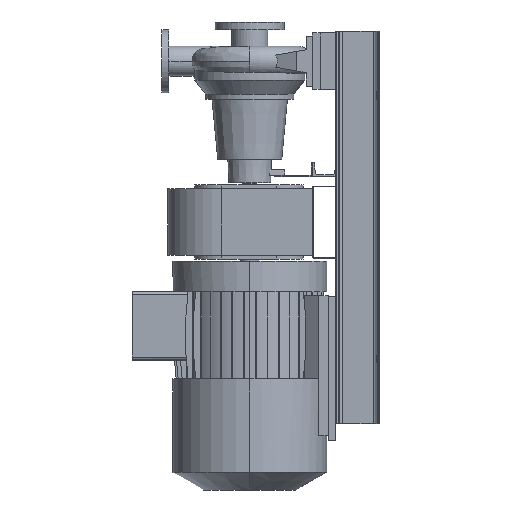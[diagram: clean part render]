
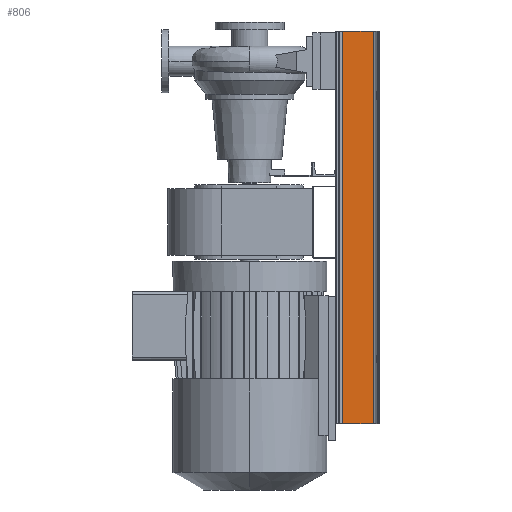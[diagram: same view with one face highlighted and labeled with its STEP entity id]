
A CAD part, left-side view. The second image highlights one B-rep face of the part: STEP entity #806.
In plain terms, the highlighted face is planar.
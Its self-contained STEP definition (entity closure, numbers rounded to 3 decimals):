
#667 = FACE_OUTER_BOUND ( 'NONE', #9585, .T. ) ;
#806 = ADVANCED_FACE ( 'NONE', ( #667 ), #11145, .F. ) ;
#1138 = ORIENTED_EDGE ( 'NONE', *, *, #3919, .F. ) ;
#1387 = VERTEX_POINT ( 'NONE', #6827 ) ;
#2215 = LINE ( 'NONE', #12926, #6395 ) ;
#2980 = ORIENTED_EDGE ( 'NONE', *, *, #8163, .F. ) ;
#3919 = EDGE_CURVE ( 'NONE', #1387, #9107, #2215, .T. ) ;
#4304 = LINE ( 'NONE', #18516, #20420 ) ;
#5949 = DIRECTION ( 'NONE',  ( 0., 0., 1. ) ) ;
#6395 = VECTOR ( 'NONE', #20092, 1000. ) ;
#6827 = CARTESIAN_POINT ( 'NONE',  ( 625., 118.922, -187. ) ) ;
#7136 = CARTESIAN_POINT ( 'NONE',  ( 625., 118.922, -187. ) ) ;
#7198 = CARTESIAN_POINT ( 'NONE',  ( 625., 21.078, -187. ) ) ;
#8163 = EDGE_CURVE ( 'NONE', #14940, #1387, #10567, .T. ) ;
#8464 = EDGE_CURVE ( 'NONE', #19449, #9107, #20525, .T. ) ;
#9107 = VERTEX_POINT ( 'NONE', #19358 ) ;
#9585 = EDGE_LOOP ( 'NONE', ( #12064, #1138, #2980, #14319 ) ) ;
#10567 = LINE ( 'NONE', #7136, #11080 ) ;
#11080 = VECTOR ( 'NONE', #21348, 1000. ) ;
#11145 = PLANE ( 'NONE',  #17392 ) ;
#11596 = DIRECTION ( 'NONE',  ( 0., 1., 0. ) ) ;
#12064 = ORIENTED_EDGE ( 'NONE', *, *, #8464, .T. ) ;
#12926 = CARTESIAN_POINT ( 'NONE',  ( 625., 118.922, -187. ) ) ;
#13249 = DIRECTION ( 'NONE',  ( 1., 0., 0. ) ) ;
#13379 = CARTESIAN_POINT ( 'NONE',  ( -625., 118.922, -187. ) ) ;
#14319 = ORIENTED_EDGE ( 'NONE', *, *, #15947, .T. ) ;
#14882 = DIRECTION ( 'NONE',  ( -1., 0., 0. ) ) ;
#14940 = VERTEX_POINT ( 'NONE', #7198 ) ;
#15947 = EDGE_CURVE ( 'NONE', #14940, #19449, #4304, .T. ) ;
#17392 = AXIS2_PLACEMENT_3D ( 'NONE', #22042, #5949, #13249 ) ;
#17602 = CARTESIAN_POINT ( 'NONE',  ( -625., 21.078, -187. ) ) ;
#18516 = CARTESIAN_POINT ( 'NONE',  ( 625., 21.078, -187. ) ) ;
#19358 = CARTESIAN_POINT ( 'NONE',  ( -625., 118.922, -187. ) ) ;
#19449 = VERTEX_POINT ( 'NONE', #17602 ) ;
#20092 = DIRECTION ( 'NONE',  ( -1., 0., 0. ) ) ;
#20420 = VECTOR ( 'NONE', #14882, 1000. ) ;
#20525 = LINE ( 'NONE', #13379, #22078 ) ;
#21348 = DIRECTION ( 'NONE',  ( 0., 1., 0. ) ) ;
#22042 = CARTESIAN_POINT ( 'NONE',  ( 625., 118.922, -187. ) ) ;
#22078 = VECTOR ( 'NONE', #11596, 1000. ) ;
